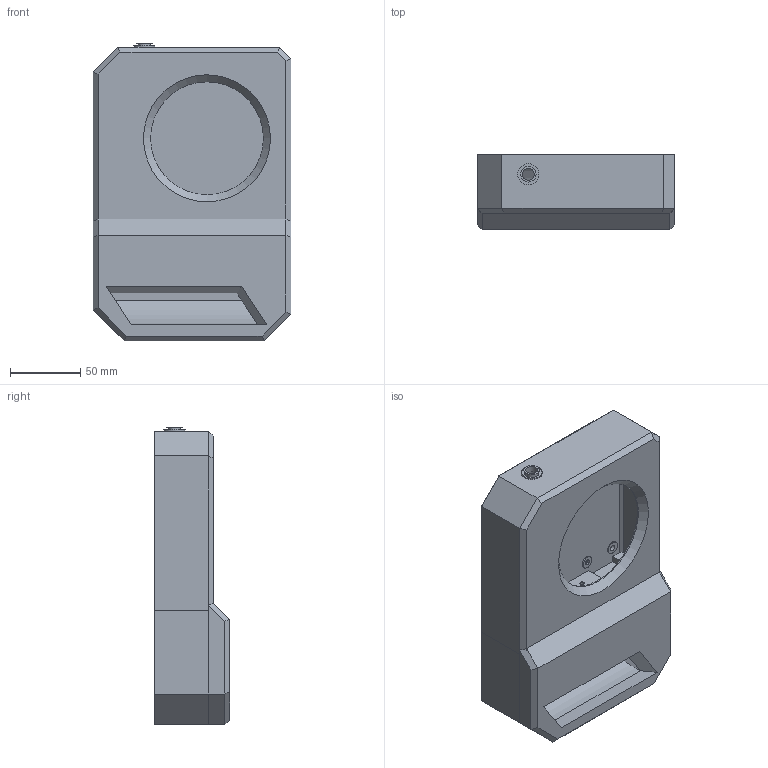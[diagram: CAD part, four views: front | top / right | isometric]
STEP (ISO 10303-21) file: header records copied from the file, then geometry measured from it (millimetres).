
FILE_DESCRIPTION(/* description */ (''),/* implementation_level */ '2;1');
FILE_NAME(/* name */ 'k1-series-chamber-heater.step',/* time_stamp */ '2025-05-21T22:06:01+03:00',/* author */ (''),/* organization */ (''),/* preprocessor_version */ 'ST-DEVELOPER v20.1',/* originating_system */ 'Autodesk Translation Framework v14.4.0.0',/* authorisation */ '');
FILE_SCHEMA (('AUTOMOTIVE_DESIGN { 1 0 10303 214 3 1 1 }'));
Length unit declared in the file: millimetre
Products named in the file (2): Untitled; chamber:v3
Assembly tree (1 placements, depth 2):
  Untitled
    chamber:v3
Bounding box: 140.37 x 53.45 x 211.62 mm (x, y, z)
Volume: 379934.2 mm3; surface area: 200713.3 mm2
Topology: 6 solids, 6 shells, 470 faces, 1079 edges, 677 vertices
Faces by surface type: plane 334, cylinder 127, cone 9
Full cylindrical faces by diameter (mm): 3 x15, 4 x21, 4.3 x3, 6 x6, 7 x3, 8.5 x1, 9 x6, 10 x2, 12.5 x1, 15 x1, 80.2 x1, 93.2 x1
Entity records: 13198 total; most frequent: DIRECTION 2252, CARTESIAN_POINT 2235, ORIENTED_EDGE 2158, EDGE_CURVE 1079, LINE 846, VECTOR 846, AXIS2_PLACEMENT_3D 703, VERTEX_POINT 677
